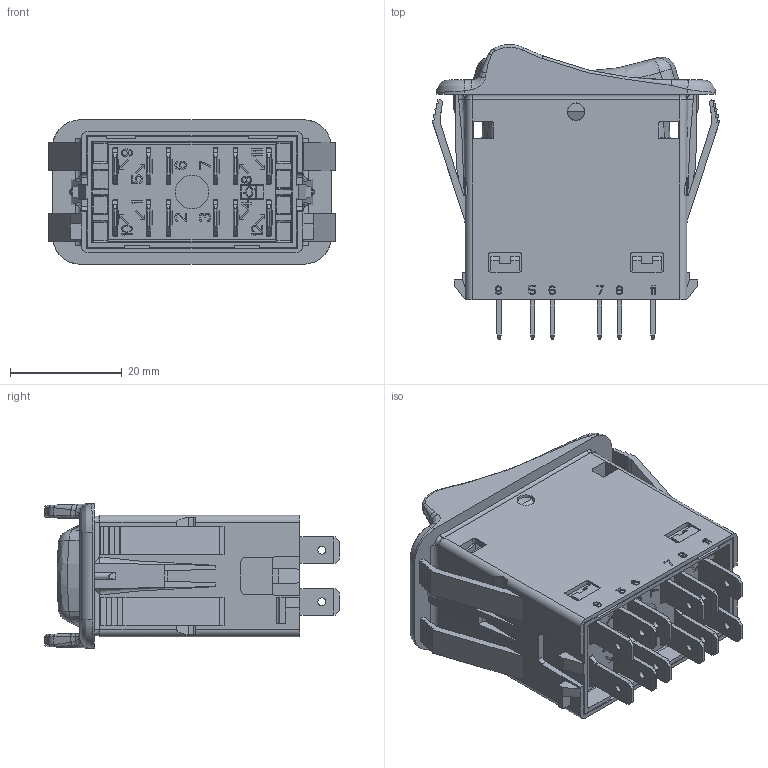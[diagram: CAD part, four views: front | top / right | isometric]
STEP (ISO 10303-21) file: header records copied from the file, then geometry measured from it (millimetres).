
FILE_DESCRIPTION((''),'2;1');
FILE_NAME('NSERIES_GUARD_ROCKER_SW0001','2011-11-22T',('tajsmith'),(''),'PRO/ENGINEER BY PARAMETRIC TECHNOLOGY CORPORATION, 2010280','PRO/ENGINEER BY PARAMETRIC TECHNOLOGY CORPORATION, 2010280','');
FILE_SCHEMA(('CONFIG_CONTROL_DESIGN'));
Products named in the file (1): NSERIES_GUARD_ROCKER_SW0001
Bounding box: 51.55 x 52.83 x 25.91 mm (x, y, z)
Volume: 15608.8 mm3; surface area: 24716.7 mm2
Topology: 1 solids, 1 shells, 3748 faces, 10361 edges, 6699 vertices
Faces by surface type: plane 2797, cylinder 513, bspline 240, sphere 81, cone 71, torus 45, extrusion 1
Entity records: 129990 total; most frequent: CARTESIAN_POINT 37230, ORIENTED_EDGE 20714, DIRECTION 16913, EDGE_CURVE 10357, VECTOR 8155, LINE 8154, VERTEX_POINT 6699, AXIS2_PLACEMENT_3D 4379
